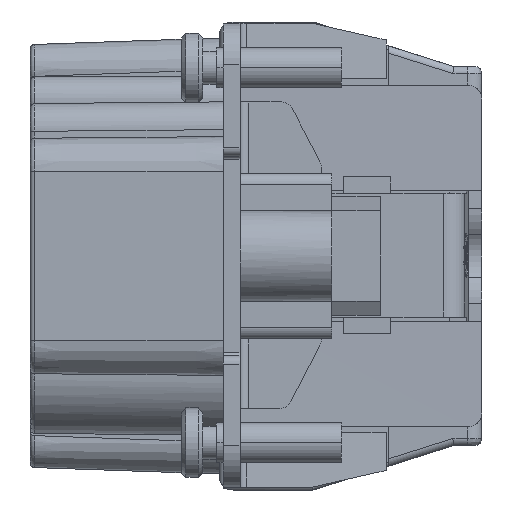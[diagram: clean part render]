
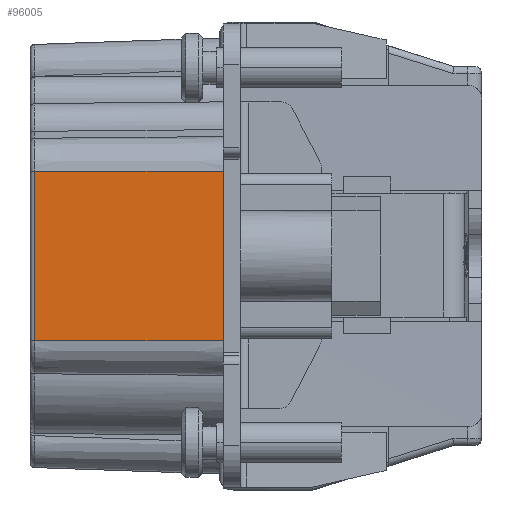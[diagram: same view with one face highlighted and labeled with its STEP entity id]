
A CAD part, left-side view. The second image highlights one B-rep face of the part: STEP entity #96005.
In plain terms, the highlighted planar face has unit normal (-1, 0.009, 0).
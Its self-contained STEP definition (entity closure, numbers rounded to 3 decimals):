
#5443=DIRECTION('',(0.,0.,-1.));
#5444=VECTOR('',#5443,12.2);
#5445=CARTESIAN_POINT('',(-55.28,13.803,6.1));
#5446=LINE('',#5445,#5444);
#29012=DIRECTION('',(-0.009,-1.,0.));
#29013=VECTOR('',#29012,13.603);
#29014=CARTESIAN_POINT('',(-55.28,13.803,
-6.1));
#29015=LINE('',#29014,#29013);
#29016=DIRECTION('',(0.,0.,-1.));
#29017=VECTOR('',#29016,12.2);
#29018=CARTESIAN_POINT('',(-55.398,0.2,6.1));
#29019=LINE('',#29018,#29017);
#29025=DIRECTION('',(0.009,1.,0.));
#29026=VECTOR('',#29025,13.603);
#29027=CARTESIAN_POINT('',(-55.398,0.2,6.1));
#29028=LINE('',#29027,#29026);
#46921=CARTESIAN_POINT('',(-55.28,13.803,-6.1));
#46922=VERTEX_POINT('',#46921);
#46923=CARTESIAN_POINT('',(-55.28,13.803,6.1));
#46924=VERTEX_POINT('',#46923);
#48137=CARTESIAN_POINT('',(-55.398,0.2,6.1));
#48138=CARTESIAN_POINT('',(-55.398,0.2,-6.1));
#48139=VERTEX_POINT('',#48137);
#48140=VERTEX_POINT('',#48138);
#95993=CARTESIAN_POINT('',(-55.4,0.,-9.229));
#95994=DIRECTION('',(-1.,0.009,0.));
#95995=DIRECTION('',(0.,0.,-1.));
#95996=AXIS2_PLACEMENT_3D('',#95993,#95994,#95995);
#95997=PLANE('',#95996);
#95998=ORIENTED_EDGE('',*,*,#62900,.F.);
#96000=ORIENTED_EDGE('',*,*,#95999,.F.);
#96001=ORIENTED_EDGE('',*,*,#64167,.T.);
#96002=ORIENTED_EDGE('',*,*,#95987,.F.);
#96003=EDGE_LOOP('',(#95998,#96000,#96001,#96002));
#96004=FACE_OUTER_BOUND('',#96003,.F.);
#96005=ADVANCED_FACE('',(#96004),#95997,.T.);
#62900=EDGE_CURVE('',#46924,#46922,#5446,.T.);
#64167=EDGE_CURVE('',#48139,#48140,#29019,.T.);
#95987=EDGE_CURVE('',#46922,#48140,#29015,.T.);
#95999=EDGE_CURVE('',#48139,#46924,#29028,.T.);
